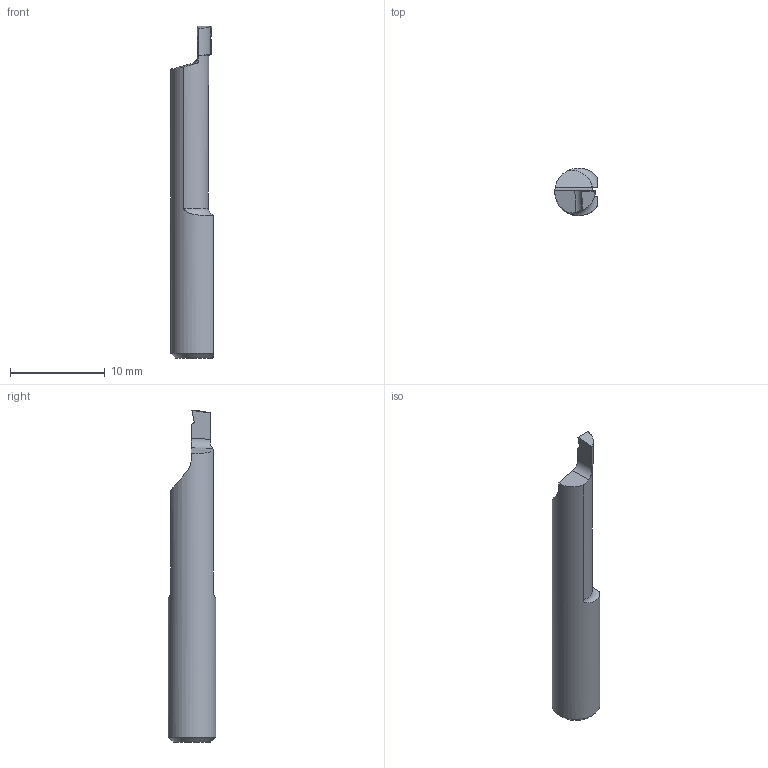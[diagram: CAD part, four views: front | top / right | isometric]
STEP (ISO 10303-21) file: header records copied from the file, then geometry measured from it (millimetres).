
FILE_DESCRIPTION (( 'STEP AP203' ), '1' );
FILE_NAME ('R510M1508-20.step', '2024-02-21T15:35:58', ( '' ), ( '' ), 'SwSTEP 2.0', 'SolidWorks 2022', '' );
FILE_SCHEMA (( 'CONFIG_CONTROL_DESIGN' ));
Length unit declared in the file: millimetre
Products named in the file (1): R510M1508-20
Bounding box: 4.46 x 5 x 35 mm (x, y, z)
Volume: 469 mm3; surface area: 516.8 mm2
Topology: 1 solids, 1 shells, 39 faces, 108 edges, 71 vertices
Faces by surface type: plane 20, cylinder 10, torus 5, bspline 3, cone 1
Entity records: 1474 total; most frequent: CARTESIAN_POINT 487, ORIENTED_EDGE 216, DIRECTION 158, EDGE_CURVE 108, VERTEX_POINT 71, AXIS2_PLACEMENT_3D 55, LINE 48, VECTOR 48
